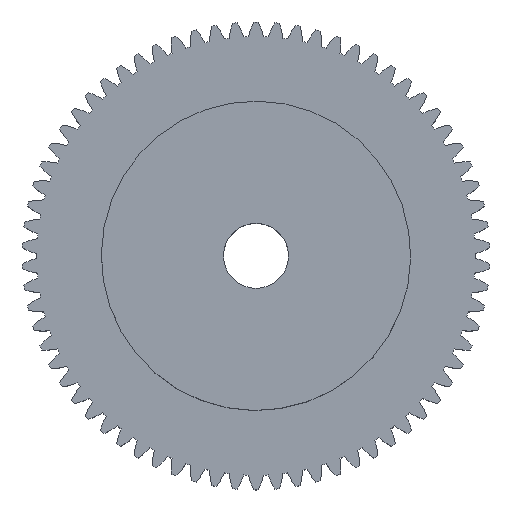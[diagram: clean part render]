
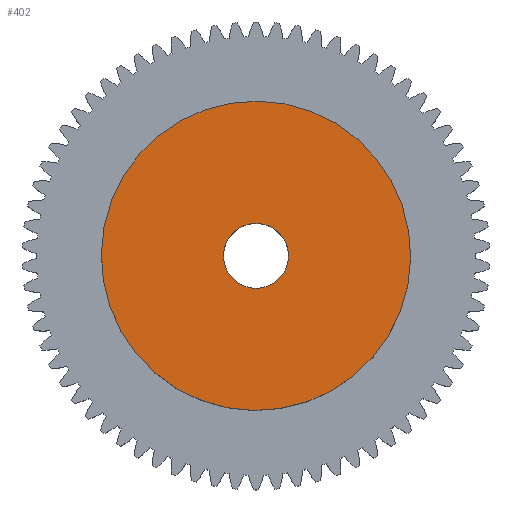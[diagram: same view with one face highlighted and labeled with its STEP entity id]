
A CAD part, top view. The second image highlights one B-rep face of the part: STEP entity #402.
In plain terms, the highlighted planar face has unit normal (0, 0, 1).
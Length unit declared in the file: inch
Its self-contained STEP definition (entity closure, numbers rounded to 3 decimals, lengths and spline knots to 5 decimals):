
#222=CARTESIAN_POINT('',(-1.03881,-0.58049,0.5));
#223=VERTEX_POINT('',#222);
#239=CARTESIAN_POINT('',(1.03881,0.58049,0.5));
#240=VERTEX_POINT('',#239);
#247=CARTESIAN_POINT('',(0.,0.0,0.5));
#248=DIRECTION('',(0.0,0.0,-1.));
#249=DIRECTION('',(-0.873,-0.488,0.0));
#250=AXIS2_PLACEMENT_3D('',#247,#248,#249);
#251=CIRCLE('',#250,1.19);
#252=EDGE_CURVE('',#240,#223,#251,.T.);
#285=CARTESIAN_POINT('',(0.25,0.0,0.5));
#286=VERTEX_POINT('',#285);
#302=CARTESIAN_POINT('',(-0.25,0.,0.5));
#303=VERTEX_POINT('',#302);
#310=CARTESIAN_POINT('',(0.,0.0,0.5));
#311=DIRECTION('',(0.0,0.0,-1.0));
#312=DIRECTION('',(1.0,0.0,0.0));
#313=AXIS2_PLACEMENT_3D('',#310,#311,#312);
#314=CIRCLE('',#313,0.25);
#315=EDGE_CURVE('',#286,#303,#314,.T.);
#347=CARTESIAN_POINT('',(0.,0.0,0.5));
#348=DIRECTION('',(0.0,0.0,-1.0));
#349=DIRECTION('',(1.0,0.0,0.0));
#350=AXIS2_PLACEMENT_3D('',#347,#348,#349);
#351=CIRCLE('',#350,0.25);
#352=EDGE_CURVE('',#303,#286,#351,.T.);
#371=CARTESIAN_POINT('',(0.,0.0,0.5));
#372=DIRECTION('',(0.0,0.0,-1.));
#373=DIRECTION('',(-0.873,-0.488,0.0));
#374=AXIS2_PLACEMENT_3D('',#371,#372,#373);
#375=CIRCLE('',#374,1.19);
#376=EDGE_CURVE('',#223,#240,#375,.T.);
#389=CARTESIAN_POINT('',(0.09444,0.05277,0.5));
#390=DIRECTION('',(0.0,0.0,1.0));
#391=DIRECTION('',(1.0,0.0,0.0));
#392=AXIS2_PLACEMENT_3D('',#389,#390,#391);
#393=PLANE('',#392);
#394=ORIENTED_EDGE('',*,*,#252,.F.);
#395=ORIENTED_EDGE('',*,*,#376,.F.);
#396=EDGE_LOOP('',(#394,#395));
#397=FACE_OUTER_BOUND('',#396,.T.);
#398=ORIENTED_EDGE('',*,*,#315,.T.);
#399=ORIENTED_EDGE('',*,*,#352,.T.);
#400=EDGE_LOOP('',(#398,#399));
#401=FACE_BOUND('',#400,.T.);
#402=ADVANCED_FACE('',(#397,#401),#393,.T.);
